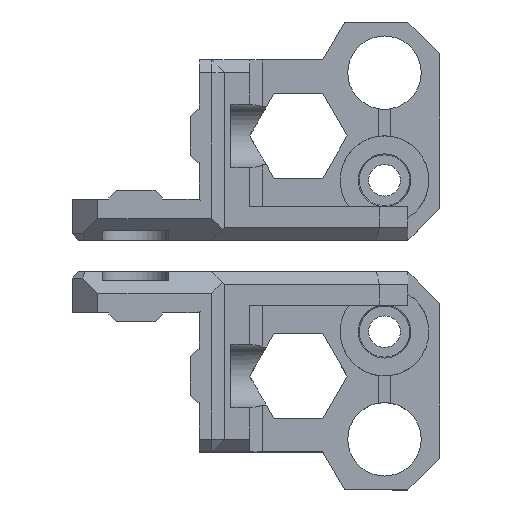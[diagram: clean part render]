
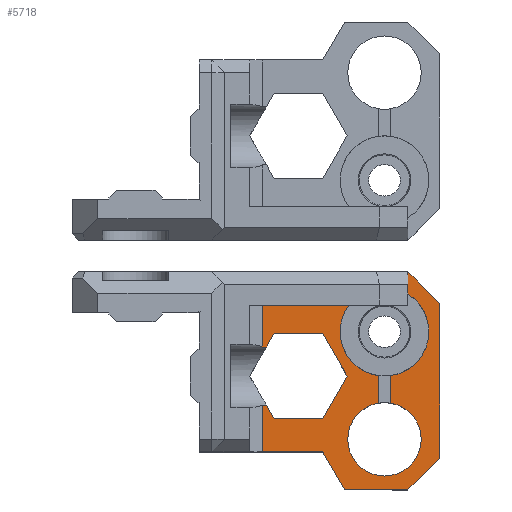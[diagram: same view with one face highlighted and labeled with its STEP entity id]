
A CAD part, top view. The second image highlights one B-rep face of the part: STEP entity #5718.
In plain terms, the highlighted face is planar.
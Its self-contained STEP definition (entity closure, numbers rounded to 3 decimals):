
#292=PLANE('',#6147);
#616=FACE_OUTER_BOUND('',#962,.T.);
#962=EDGE_LOOP('',(#4965,#4966,#4967,#4968,#4969,#4970,#4971,#4972,#4973,
#4974,#4975,#4976,#4977,#4978,#4979,#4980,#4981,#4982,#4983,#4984,#4985,
#4986,#4987,#4988));
#1534=LINE('',#8844,#2260);
#1536=LINE('',#8848,#2262);
#1538=LINE('',#8852,#2264);
#1597=LINE('',#8980,#2323);
#1603=LINE('',#8995,#2329);
#1604=LINE('',#8998,#2330);
#1605=LINE('',#8999,#2331);
#1606=LINE('',#9001,#2332);
#1607=LINE('',#9003,#2333);
#1608=LINE('',#9004,#2334);
#1609=LINE('',#9006,#2335);
#1610=LINE('',#9008,#2336);
#1611=LINE('',#9010,#2337);
#1612=LINE('',#9012,#2338);
#1613=LINE('',#9014,#2339);
#1614=LINE('',#9015,#2340);
#1615=LINE('',#9017,#2341);
#1616=LINE('',#9021,#2342);
#1617=LINE('',#9027,#2343);
#1618=LINE('',#9030,#2344);
#2260=VECTOR('',#7230,10.);
#2262=VECTOR('',#7234,10.);
#2264=VECTOR('',#7238,10.);
#2323=VECTOR('',#7335,10.);
#2329=VECTOR('',#7347,10.);
#2330=VECTOR('',#7350,10.);
#2331=VECTOR('',#7351,10.);
#2332=VECTOR('',#7352,10.);
#2333=VECTOR('',#7353,10.);
#2334=VECTOR('',#7354,10.);
#2335=VECTOR('',#7355,10.);
#2336=VECTOR('',#7356,10.);
#2337=VECTOR('',#7357,10.);
#2338=VECTOR('',#7358,10.);
#2339=VECTOR('',#7359,10.);
#2340=VECTOR('',#7360,10.);
#2341=VECTOR('',#7361,10.);
#2342=VECTOR('',#7364,10.);
#2343=VECTOR('',#7369,10.);
#2344=VECTOR('',#7372,10.);
#2582=CIRCLE('',#6148,7.);
#2583=CIRCLE('',#6149,5.8);
#2584=CIRCLE('',#6150,5.8);
#2585=CIRCLE('',#6151,7.);
#2920=VERTEX_POINT('',#8841);
#2921=VERTEX_POINT('',#8843);
#2922=VERTEX_POINT('',#8847);
#2923=VERTEX_POINT('',#8851);
#2939=VERTEX_POINT('',#8889);
#2970=VERTEX_POINT('',#8973);
#2973=VERTEX_POINT('',#8978);
#2977=VERTEX_POINT('',#8989);
#2979=VERTEX_POINT('',#8993);
#2980=VERTEX_POINT('',#8997);
#2981=VERTEX_POINT('',#9000);
#2982=VERTEX_POINT('',#9002);
#2983=VERTEX_POINT('',#9005);
#2984=VERTEX_POINT('',#9007);
#2985=VERTEX_POINT('',#9009);
#2986=VERTEX_POINT('',#9011);
#2987=VERTEX_POINT('',#9013);
#2988=VERTEX_POINT('',#9016);
#2989=VERTEX_POINT('',#9018);
#2990=VERTEX_POINT('',#9020);
#2991=VERTEX_POINT('',#9022);
#2992=VERTEX_POINT('',#9024);
#2993=VERTEX_POINT('',#9026);
#2994=VERTEX_POINT('',#9028);
#3601=EDGE_CURVE('',#2920,#2921,#1534,.T.);
#3603=EDGE_CURVE('',#2921,#2922,#1536,.T.);
#3605=EDGE_CURVE('',#2922,#2923,#1538,.T.);
#3669=EDGE_CURVE('',#2970,#2973,#1597,.T.);
#3676=EDGE_CURVE('',#2977,#2979,#1603,.T.);
#3677=EDGE_CURVE('',#2980,#2973,#1604,.T.);
#3678=EDGE_CURVE('',#2923,#2980,#1605,.T.);
#3679=EDGE_CURVE('',#2981,#2920,#1606,.T.);
#3680=EDGE_CURVE('',#2982,#2981,#1607,.T.);
#3681=EDGE_CURVE('',#2977,#2982,#1608,.T.);
#3682=EDGE_CURVE('',#2979,#2983,#1609,.T.);
#3683=EDGE_CURVE('',#2983,#2984,#1610,.T.);
#3684=EDGE_CURVE('',#2985,#2984,#1611,.T.);
#3685=EDGE_CURVE('',#2985,#2986,#1612,.T.);
#3686=EDGE_CURVE('',#2987,#2986,#1613,.T.);
#3687=EDGE_CURVE('',#2987,#2939,#1614,.T.);
#3688=EDGE_CURVE('',#2988,#2939,#1615,.T.);
#3689=EDGE_CURVE('',#2989,#2988,#2582,.T.);
#3690=EDGE_CURVE('',#2990,#2989,#1616,.T.);
#3691=EDGE_CURVE('',#2991,#2990,#2583,.T.);
#3692=EDGE_CURVE('',#2992,#2991,#2584,.T.);
#3693=EDGE_CURVE('',#2993,#2992,#1617,.T.);
#3694=EDGE_CURVE('',#2994,#2993,#2585,.T.);
#3695=EDGE_CURVE('',#2970,#2994,#1618,.T.);
#4965=ORIENTED_EDGE('',*,*,#3669,.T.);
#4966=ORIENTED_EDGE('',*,*,#3677,.F.);
#4967=ORIENTED_EDGE('',*,*,#3678,.F.);
#4968=ORIENTED_EDGE('',*,*,#3605,.F.);
#4969=ORIENTED_EDGE('',*,*,#3603,.F.);
#4970=ORIENTED_EDGE('',*,*,#3601,.F.);
#4971=ORIENTED_EDGE('',*,*,#3679,.F.);
#4972=ORIENTED_EDGE('',*,*,#3680,.F.);
#4973=ORIENTED_EDGE('',*,*,#3681,.F.);
#4974=ORIENTED_EDGE('',*,*,#3676,.T.);
#4975=ORIENTED_EDGE('',*,*,#3682,.T.);
#4976=ORIENTED_EDGE('',*,*,#3683,.T.);
#4977=ORIENTED_EDGE('',*,*,#3684,.F.);
#4978=ORIENTED_EDGE('',*,*,#3685,.T.);
#4979=ORIENTED_EDGE('',*,*,#3686,.F.);
#4980=ORIENTED_EDGE('',*,*,#3687,.T.);
#4981=ORIENTED_EDGE('',*,*,#3688,.F.);
#4982=ORIENTED_EDGE('',*,*,#3689,.F.);
#4983=ORIENTED_EDGE('',*,*,#3690,.F.);
#4984=ORIENTED_EDGE('',*,*,#3691,.F.);
#4985=ORIENTED_EDGE('',*,*,#3692,.F.);
#4986=ORIENTED_EDGE('',*,*,#3693,.F.);
#4987=ORIENTED_EDGE('',*,*,#3694,.F.);
#4988=ORIENTED_EDGE('',*,*,#3695,.F.);
#5718=ADVANCED_FACE('',(#616),#292,.F.);
#6147=AXIS2_PLACEMENT_3D('',#8996,#7348,#7349);
#6148=AXIS2_PLACEMENT_3D('',#9019,#7362,#7363);
#6149=AXIS2_PLACEMENT_3D('',#9023,#7365,#7366);
#6150=AXIS2_PLACEMENT_3D('',#9025,#7367,#7368);
#6151=AXIS2_PLACEMENT_3D('',#9029,#7370,#7371);
#7230=DIRECTION('',(0.5,-0.866,0.));
#7234=DIRECTION('',(-0.5,-0.866,0.));
#7238=DIRECTION('',(-1.,0.,0.));
#7335=DIRECTION('',(0.,1.,0.));
#7347=DIRECTION('',(0.,1.,0.));
#7348=DIRECTION('center_axis',(0.,0.,1.));
#7349=DIRECTION('ref_axis',(1.,0.,0.));
#7350=DIRECTION('',(-1.,0.,0.));
#7351=DIRECTION('',(-0.5,0.866,0.));
#7352=DIRECTION('',(1.,0.,0.));
#7353=DIRECTION('',(0.5,0.866,0.));
#7354=DIRECTION('',(1.,0.,0.));
#7355=DIRECTION('',(1.,0.,0.));
#7356=DIRECTION('',(0.5,0.866,0.));
#7357=DIRECTION('',(-1.,0.,0.));
#7358=DIRECTION('',(0.707,-0.707,0.));
#7359=DIRECTION('',(0.,1.,0.));
#7360=DIRECTION('',(-0.707,-0.707,0.));
#7361=DIRECTION('',(0.,-1.,0.));
#7362=DIRECTION('center_axis',(0.,0.,-1.));
#7363=DIRECTION('ref_axis',(1.,0.,0.));
#7364=DIRECTION('',(0.,-1.,0.));
#7365=DIRECTION('center_axis',(0.,0.,-1.));
#7366=DIRECTION('ref_axis',(1.,0.,0.));
#7367=DIRECTION('center_axis',(0.,0.,-1.));
#7368=DIRECTION('ref_axis',(1.,0.,0.));
#7369=DIRECTION('',(0.,1.,0.));
#7370=DIRECTION('center_axis',(0.,0.,-1.));
#7371=DIRECTION('ref_axis',(1.,0.,0.));
#7372=DIRECTION('',(1.,0.,0.));
#8841=CARTESIAN_POINT('',(-9.75,13.668,0.));
#8843=CARTESIAN_POINT('',(-5.9,7.,0.));
#8844=CARTESIAN_POINT('',(-5.9,7.,0.));
#8847=CARTESIAN_POINT('',(-9.75,0.332,0.));
#8848=CARTESIAN_POINT('',(-9.75,0.332,0.));
#8851=CARTESIAN_POINT('',(-17.45,0.332,0.));
#8852=CARTESIAN_POINT('',(-17.45,0.332,0.));
#8889=CARTESIAN_POINT('',(3.7,-9.465,0.));
#8973=CARTESIAN_POINT('',(-19.3,-4.165,0.));
#8978=CARTESIAN_POINT('',(-19.3,2.417,0.));
#8980=CARTESIAN_POINT('',(-19.3,1.801,0.));
#8989=CARTESIAN_POINT('',(-19.3,11.583,0.));
#8993=CARTESIAN_POINT('',(-19.3,19.,0.));
#8995=CARTESIAN_POINT('',(-19.3,1.801,0.));
#8996=CARTESIAN_POINT('Origin',(-20.3,7.768,0.));
#8997=CARTESIAN_POINT('',(-18.654,2.417,0.));
#8998=CARTESIAN_POINT('',(-21.3,2.417,0.));
#8999=CARTESIAN_POINT('',(-21.3,7.,0.));
#9000=CARTESIAN_POINT('',(-17.45,13.668,0.));
#9001=CARTESIAN_POINT('',(-9.75,13.668,0.));
#9002=CARTESIAN_POINT('',(-18.654,11.583,0.));
#9003=CARTESIAN_POINT('',(-17.45,13.668,0.));
#9004=CARTESIAN_POINT('',(-21.3,11.583,0.));
#9005=CARTESIAN_POINT('',(-9.75,19.,0.));
#9006=CARTESIAN_POINT('',(-29.3,19.,0.));
#9007=CARTESIAN_POINT('',(-6.286,25.,0.));
#9008=CARTESIAN_POINT('',(-9.75,19.,0.));
#9009=CARTESIAN_POINT('',(3.7,25.,0.));
#9010=CARTESIAN_POINT('',(8.7,25.,0.));
#9011=CARTESIAN_POINT('',(8.7,20.,0.));
#9012=CARTESIAN_POINT('',(3.258,25.442,0.));
#9013=CARTESIAN_POINT('',(8.7,-4.465,0.));
#9014=CARTESIAN_POINT('',(8.7,-9.465,0.));
#9015=CARTESIAN_POINT('',(3.258,-9.907,0.));
#9016=CARTESIAN_POINT('',(3.7,-5.942,0.));
#9017=CARTESIAN_POINT('',(3.7,-0.849,0.));
#9018=CARTESIAN_POINT('',(1.,6.928,0.));
#9019=CARTESIAN_POINT('Origin',(0.,0.,0.));
#9020=CARTESIAN_POINT('',(1.,11.287,0.));
#9021=CARTESIAN_POINT('',(1.,11.287,0.));
#9022=CARTESIAN_POINT('',(-5.8,17.,0.));
#9023=CARTESIAN_POINT('Origin',(0.,17.,0.));
#9024=CARTESIAN_POINT('',(-1.,11.287,0.));
#9025=CARTESIAN_POINT('Origin',(0.,17.,0.));
#9026=CARTESIAN_POINT('',(-1.,6.928,0.));
#9027=CARTESIAN_POINT('',(-1.,3.888,0.));
#9028=CARTESIAN_POINT('',(-5.626,-4.165,0.));
#9029=CARTESIAN_POINT('Origin',(0.,0.,0.));
#9030=CARTESIAN_POINT('',(-8.3,-4.165,0.));
